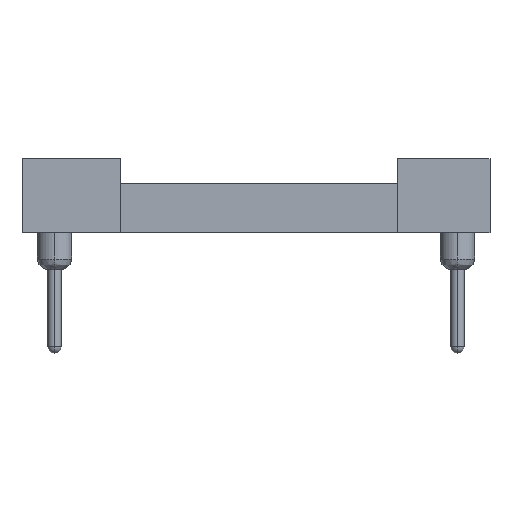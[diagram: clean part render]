
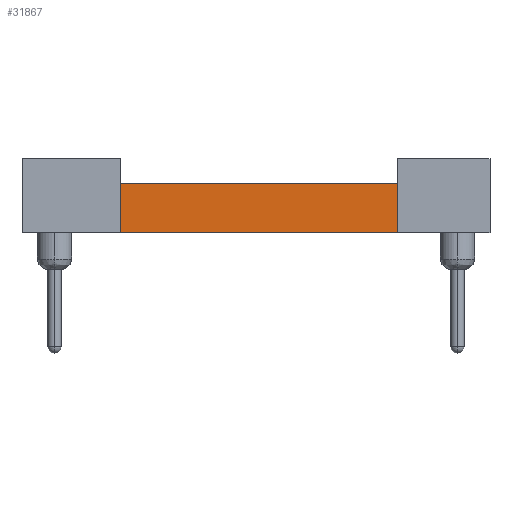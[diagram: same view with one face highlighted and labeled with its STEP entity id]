
A CAD part, front view. The second image highlights one B-rep face of the part: STEP entity #31867.
In plain terms, the highlighted planar face has unit normal (0, -1, 0).
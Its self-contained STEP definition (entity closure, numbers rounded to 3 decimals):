
#31786=CARTESIAN_POINT('',(5.36,-25.4,1.4));
#31787=VERTEX_POINT('',#31786);
#31788=CARTESIAN_POINT('',(-5.14,-25.4,1.4));
#31789=VERTEX_POINT('',#31788);
#31790=CARTESIAN_POINT('',(5.36,-25.4,1.4));
#31791=DIRECTION('',(-1.0,0.0,0.0));
#31792=VECTOR('',#31791,10.5);
#31793=LINE('',#31790,#31792);
#31794=EDGE_CURVE('',#31787,#31789,#31793,.T.);
#31837=CARTESIAN_POINT('',(6.005,-25.4,3.27));
#31838=DIRECTION('',(0.0,-1.0,0.0));
#31839=DIRECTION('',(0.0,0.0,1.0));
#31840=AXIS2_PLACEMENT_3D('',#31837,#31838,#31839);
#31841=PLANE('',#31840);
#31842=CARTESIAN_POINT('',(-5.14,-25.4,3.27));
#31843=VERTEX_POINT('',#31842);
#31844=CARTESIAN_POINT('',(5.36,-25.4,3.27));
#31845=VERTEX_POINT('',#31844);
#31846=CARTESIAN_POINT('',(-5.14,-25.4,3.27));
#31847=DIRECTION('',(1.0,0.0,0.0));
#31848=VECTOR('',#31847,10.5);
#31849=LINE('',#31846,#31848);
#31850=EDGE_CURVE('',#31843,#31845,#31849,.T.);
#31851=ORIENTED_EDGE('',*,*,#31850,.F.);
#31852=CARTESIAN_POINT('',(-5.14,-25.4,3.27));
#31853=DIRECTION('',(0.0,0.0,-1.0));
#31854=VECTOR('',#31853,1.87);
#31855=LINE('',#31852,#31854);
#31856=EDGE_CURVE('',#31843,#31789,#31855,.T.);
#31857=ORIENTED_EDGE('',*,*,#31856,.T.);
#31858=ORIENTED_EDGE('',*,*,#31794,.F.);
#31859=CARTESIAN_POINT('',(5.36,-25.4,1.4));
#31860=DIRECTION('',(0.0,0.0,1.0));
#31861=VECTOR('',#31860,1.87);
#31862=LINE('',#31859,#31861);
#31863=EDGE_CURVE('',#31787,#31845,#31862,.T.);
#31864=ORIENTED_EDGE('',*,*,#31863,.T.);
#31865=EDGE_LOOP('',(#31851,#31857,#31858,#31864));
#31866=FACE_OUTER_BOUND('',#31865,.T.);
#31867=ADVANCED_FACE('',(#31866),#31841,.T.);
